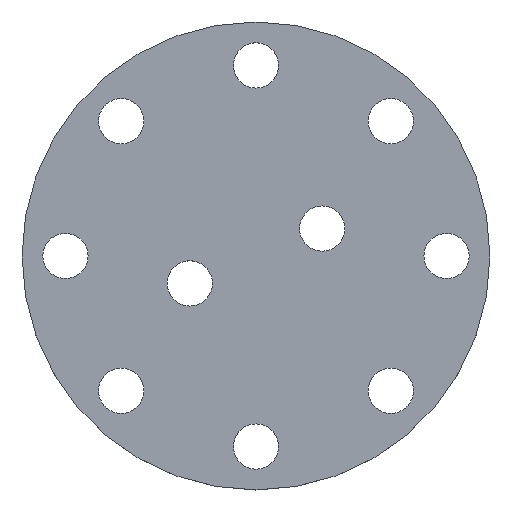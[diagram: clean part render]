
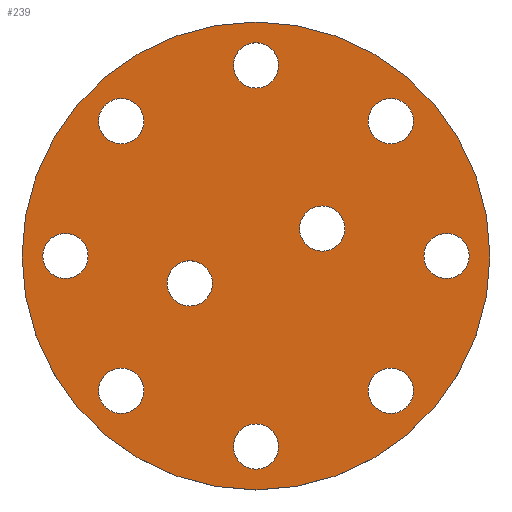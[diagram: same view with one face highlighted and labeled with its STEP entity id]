
A CAD part, top view. The second image highlights one B-rep face of the part: STEP entity #239.
In plain terms, the highlighted planar face has unit normal (0, 0, 1).
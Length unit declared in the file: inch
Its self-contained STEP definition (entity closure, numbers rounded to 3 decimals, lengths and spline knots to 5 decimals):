
#17=PLANE('',#282);
#30=FACE_BOUND('',#86,.T.);
#31=FACE_BOUND('',#87,.T.);
#32=FACE_BOUND('',#88,.T.);
#33=FACE_BOUND('',#89,.T.);
#34=FACE_BOUND('',#90,.T.);
#35=FACE_BOUND('',#91,.T.);
#36=FACE_BOUND('',#92,.T.);
#37=FACE_BOUND('',#93,.T.);
#38=FACE_BOUND('',#94,.T.);
#39=FACE_BOUND('',#95,.T.);
#61=FACE_OUTER_BOUND('',#85,.T.);
#85=EDGE_LOOP('',(#195));
#86=EDGE_LOOP('',(#196));
#87=EDGE_LOOP('',(#197));
#88=EDGE_LOOP('',(#198));
#89=EDGE_LOOP('',(#199));
#90=EDGE_LOOP('',(#200));
#91=EDGE_LOOP('',(#201));
#92=EDGE_LOOP('',(#202));
#93=EDGE_LOOP('',(#203));
#94=EDGE_LOOP('',(#204));
#95=EDGE_LOOP('',(#205));
#108=CIRCLE('',#251,0.03);
#110=CIRCLE('',#254,0.03);
#112=CIRCLE('',#257,0.03);
#114=CIRCLE('',#260,0.03);
#116=CIRCLE('',#263,0.03);
#118=CIRCLE('',#266,0.03);
#120=CIRCLE('',#269,0.03);
#122=CIRCLE('',#272,0.03);
#124=CIRCLE('',#275,0.03);
#126=CIRCLE('',#278,0.03);
#127=CIRCLE('',#280,0.31);
#130=VERTEX_POINT('',#360);
#132=VERTEX_POINT('',#365);
#134=VERTEX_POINT('',#370);
#136=VERTEX_POINT('',#375);
#138=VERTEX_POINT('',#380);
#140=VERTEX_POINT('',#385);
#142=VERTEX_POINT('',#390);
#144=VERTEX_POINT('',#395);
#146=VERTEX_POINT('',#400);
#148=VERTEX_POINT('',#405);
#149=VERTEX_POINT('',#408);
#152=EDGE_CURVE('',#130,#130,#108,.T.);
#154=EDGE_CURVE('',#132,#132,#110,.T.);
#156=EDGE_CURVE('',#134,#134,#112,.T.);
#158=EDGE_CURVE('',#136,#136,#114,.T.);
#160=EDGE_CURVE('',#138,#138,#116,.T.);
#162=EDGE_CURVE('',#140,#140,#118,.T.);
#164=EDGE_CURVE('',#142,#142,#120,.T.);
#166=EDGE_CURVE('',#144,#144,#122,.T.);
#168=EDGE_CURVE('',#146,#146,#124,.T.);
#170=EDGE_CURVE('',#148,#148,#126,.T.);
#171=EDGE_CURVE('',#149,#149,#127,.T.);
#195=ORIENTED_EDGE('',*,*,#171,.T.);
#196=ORIENTED_EDGE('',*,*,#152,.F.);
#197=ORIENTED_EDGE('',*,*,#154,.F.);
#198=ORIENTED_EDGE('',*,*,#156,.F.);
#199=ORIENTED_EDGE('',*,*,#158,.F.);
#200=ORIENTED_EDGE('',*,*,#160,.F.);
#201=ORIENTED_EDGE('',*,*,#162,.F.);
#202=ORIENTED_EDGE('',*,*,#164,.F.);
#203=ORIENTED_EDGE('',*,*,#166,.F.);
#204=ORIENTED_EDGE('',*,*,#168,.F.);
#205=ORIENTED_EDGE('',*,*,#170,.F.);
#239=ADVANCED_FACE('',(#61,#30,#31,#32,#33,#34,#35,#36,#37,#38,#39),#17,
 .T.);
#251=AXIS2_PLACEMENT_3D('',#361,#290,#291);
#254=AXIS2_PLACEMENT_3D('',#366,#296,#297);
#257=AXIS2_PLACEMENT_3D('',#371,#302,#303);
#260=AXIS2_PLACEMENT_3D('',#376,#308,#309);
#263=AXIS2_PLACEMENT_3D('',#381,#314,#315);
#266=AXIS2_PLACEMENT_3D('',#386,#320,#321);
#269=AXIS2_PLACEMENT_3D('',#391,#326,#327);
#272=AXIS2_PLACEMENT_3D('',#396,#332,#333);
#275=AXIS2_PLACEMENT_3D('',#401,#338,#339);
#278=AXIS2_PLACEMENT_3D('',#406,#344,#345);
#280=AXIS2_PLACEMENT_3D('',#409,#348,#349);
#282=AXIS2_PLACEMENT_3D('',#412,#352,#353);
#290=DIRECTION('center_axis',(0.,0.,
1.));
#291=DIRECTION('ref_axis',(1.,0.,0.));
#296=DIRECTION('center_axis',(0.,0.,
1.));
#297=DIRECTION('ref_axis',(1.,0.,0.));
#302=DIRECTION('center_axis',(0.,0.,
1.));
#303=DIRECTION('ref_axis',(1.,0.,0.));
#308=DIRECTION('center_axis',(0.,0.,
1.));
#309=DIRECTION('ref_axis',(1.,0.,0.));
#314=DIRECTION('center_axis',(0.,0.,
1.));
#315=DIRECTION('ref_axis',(1.,0.,0.));
#320=DIRECTION('center_axis',(0.,0.,
1.));
#321=DIRECTION('ref_axis',(1.,0.,0.));
#326=DIRECTION('center_axis',(0.,0.,
1.));
#327=DIRECTION('ref_axis',(1.,0.,0.));
#332=DIRECTION('center_axis',(0.,0.,
1.));
#333=DIRECTION('ref_axis',(1.,0.,0.));
#338=DIRECTION('center_axis',(0.,0.,
1.));
#339=DIRECTION('ref_axis',(1.,0.,0.));
#344=DIRECTION('center_axis',(0.,0.,
1.));
#345=DIRECTION('ref_axis',(1.,0.,0.));
#348=DIRECTION('center_axis',(0.,0.,
1.));
#349=DIRECTION('ref_axis',(1.,0.,0.));
#352=DIRECTION('center_axis',(0.,0.,
1.));
#353=DIRECTION('ref_axis',(1.,0.,0.));
#360=CARTESIAN_POINT('',(-0.05777,-0.03635,0.04));
#361=CARTESIAN_POINT('Origin',(-0.08777,-0.03635,0.04));
#365=CARTESIAN_POINT('',(0.20854,0.17854,0.04));
#366=CARTESIAN_POINT('Origin',(0.17854,0.17854,0.04));
#370=CARTESIAN_POINT('',(0.03,0.2525,0.04));
#371=CARTESIAN_POINT('Origin',(0.,0.2525,0.04));
#375=CARTESIAN_POINT('',(-0.14854,0.17854,0.04));
#376=CARTESIAN_POINT('Origin',(-0.17854,0.17854,0.04));
#380=CARTESIAN_POINT('',(-0.2225,0.,0.04));
#381=CARTESIAN_POINT('Origin',(-0.2525,0.,
0.04));
#385=CARTESIAN_POINT('',(-0.14854,-0.17854,0.04));
#386=CARTESIAN_POINT('Origin',(-0.17854,-0.17854,0.04));
#390=CARTESIAN_POINT('',(0.03,-0.2525,0.04));
#391=CARTESIAN_POINT('Origin',(0.,-0.2525,
0.04));
#395=CARTESIAN_POINT('',(0.20854,-0.17854,0.04));
#396=CARTESIAN_POINT('Origin',(0.17854,-0.17854,0.04));
#400=CARTESIAN_POINT('',(0.11777,0.03635,0.04));
#401=CARTESIAN_POINT('Origin',(0.08777,0.03635,0.04));
#405=CARTESIAN_POINT('',(0.2825,0.,0.04));
#406=CARTESIAN_POINT('Origin',(0.2525,0.,0.04));
#408=CARTESIAN_POINT('',(-0.31,0.,0.04));
#409=CARTESIAN_POINT('Origin',(0.,0.,
0.04));
#412=CARTESIAN_POINT('Origin',(0.,0.,
0.04));
